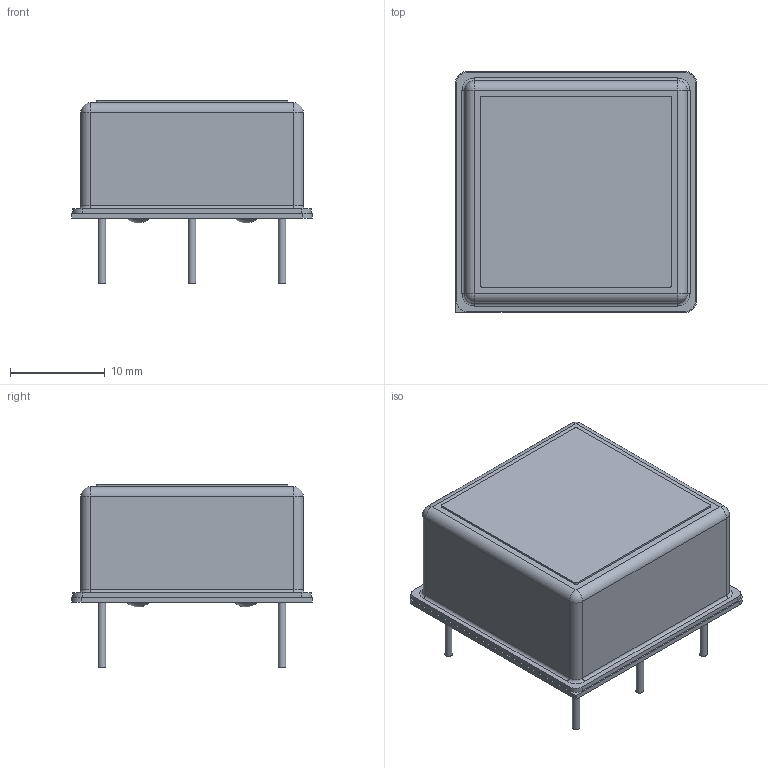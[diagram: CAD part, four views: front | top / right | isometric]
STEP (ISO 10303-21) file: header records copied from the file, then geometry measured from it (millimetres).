
FILE_DESCRIPTION(('FreeCAD Model'),'2;1');
FILE_NAME( 'cx205-5.step', '2021-11-18T20:56:03',('Author'),(''), 'Open CASCADE STEP processor 7.3','FreeCAD','Unknown');
FILE_SCHEMA(('AUTOMOTIVE_DESIGN { 1 0 10303 214 1 1 1 1 }'));
Length unit declared in the file: millimetre
Products named in the file (5): Fusion; Array; Fillet003; Fillet002; Fillet
Bounding box: 25.4 x 25.4 x 19.25 mm (x, y, z)
Volume: 6889.7 mm3; surface area: 4595.6 mm2
Topology: 12 solids, 12 shells, 83 faces, 171 edges, 106 vertices
Faces by surface type: plane 38, cylinder 33, sphere 8, torus 4
Full cylindrical faces by diameter (mm): 0.81 x5, 2 x5
Entity records: 2315 total; most frequent: DIRECTION 409, CARTESIAN_POINT 353, ORIENTED_EDGE 326, EDGE_CURVE 163, AXIS2_PLACEMENT_3D 162, VERTEX_POINT 106, FACE_BOUND 95, EDGE_LOOP 95
